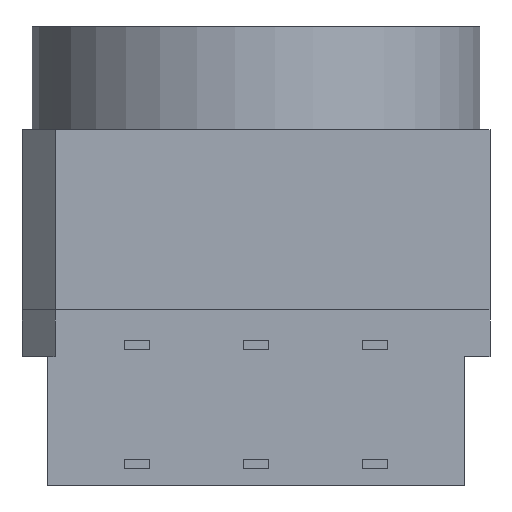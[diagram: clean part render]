
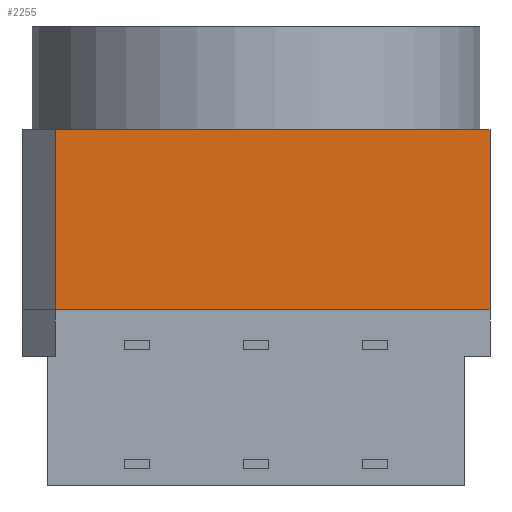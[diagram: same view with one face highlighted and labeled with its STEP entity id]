
A CAD part, left-side view. The second image highlights one B-rep face of the part: STEP entity #2255.
In plain terms, the highlighted planar face has unit normal (-1, 0, 0).
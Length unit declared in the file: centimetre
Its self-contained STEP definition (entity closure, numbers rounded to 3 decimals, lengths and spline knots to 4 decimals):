
#127=LINE('',#2986,#388);
#146=LINE('',#3050,#407);
#147=LINE('',#3051,#408);
#148=LINE('',#3052,#409);
#388=VECTOR('',#2513,1.);
#407=VECTOR('',#2552,1.);
#408=VECTOR('',#2553,1.);
#409=VECTOR('',#2554,1.);
#661=FACE_OUTER_BOUND('',#792,.T.);
#792=EDGE_LOOP('',(#1522,#1523,#1524,#1525));
#936=VERTEX_POINT('',#2983);
#937=VERTEX_POINT('',#2985);
#955=VERTEX_POINT('',#3048);
#956=VERTEX_POINT('',#3049);
#1156=EDGE_CURVE('',#936,#937,#127,.T.);
#1181=EDGE_CURVE('',#955,#956,#146,.T.);
#1182=EDGE_CURVE('',#956,#937,#147,.T.);
#1183=EDGE_CURVE('',#936,#955,#148,.T.);
#1522=ORIENTED_EDGE('',*,*,#1181,.T.);
#1523=ORIENTED_EDGE('',*,*,#1182,.T.);
#1524=ORIENTED_EDGE('',*,*,#1156,.F.);
#1525=ORIENTED_EDGE('',*,*,#1183,.T.);
#2157=PLANE('',#2406);
#2255=ADVANCED_FACE('',(#661),#2157,.T.);
#2406=AXIS2_PLACEMENT_3D('',#3047,#2550,#2551);
#2513=DIRECTION('',(0.,0.,-1.));
#2550=DIRECTION('center_axis',(-1.,0.,0.));
#2551=DIRECTION('ref_axis',(0.,0.,
1.));
#2552=DIRECTION('',(0.,0.,-1.));
#2553=DIRECTION('',(0.,-1.,0.));
#2554=DIRECTION('',(0.,1.,0.));
#2983=CARTESIAN_POINT('',(-0.5,-0.5,0.1925));
#2985=CARTESIAN_POINT('',(-0.5,-0.5,-0.1925));
#2986=CARTESIAN_POINT('',(-0.5,-0.5,0.));
#3047=CARTESIAN_POINT('Origin',(-0.5,-0.5,0.));
#3048=CARTESIAN_POINT('',(-0.5,0.4293,0.1925));
#3049=CARTESIAN_POINT('',(-0.5,0.4293,-0.1925));
#3050=CARTESIAN_POINT('',(-0.5,0.4293,0.0963));
#3051=CARTESIAN_POINT('',(-0.5,0.5,-0.1925));
#3052=CARTESIAN_POINT('',(-0.5,0.5,0.1925));
